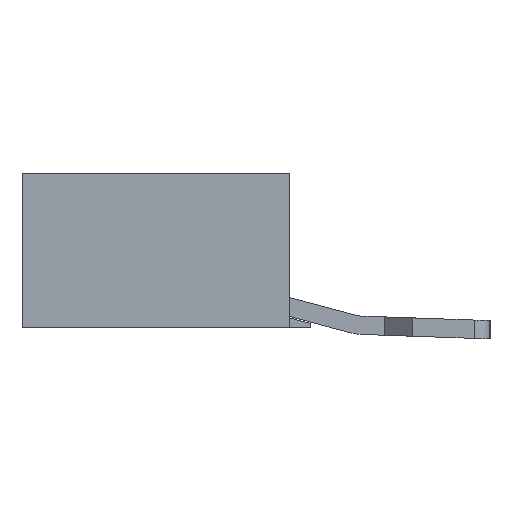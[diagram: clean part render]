
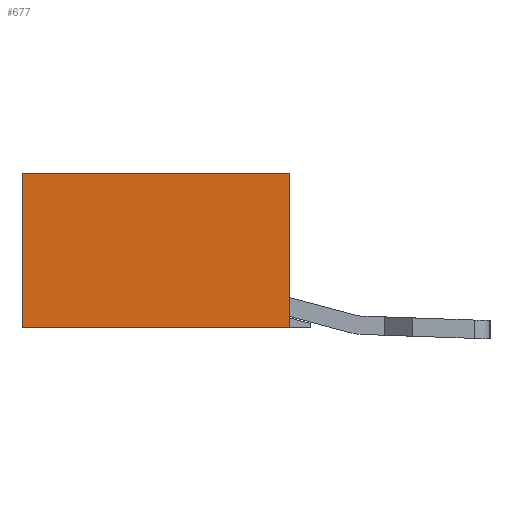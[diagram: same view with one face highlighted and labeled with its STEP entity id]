
A CAD part, left-side view. The second image highlights one B-rep face of the part: STEP entity #677.
In plain terms, the highlighted planar face has unit normal (-1, 0, 0).
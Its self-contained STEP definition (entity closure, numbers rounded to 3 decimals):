
#677 = ADVANCED_FACE( '', ( #1370 ), #1371, .F. );
#1370 = FACE_OUTER_BOUND( '', #2067, .T. );
#1371 = PLANE( '', #2068 );
#2067 = EDGE_LOOP( '', ( #4198, #4199, #4200, #4201 ) );
#2068 = AXIS2_PLACEMENT_3D( '', #4202, #4203, #4204 );
#4198 = ORIENTED_EDGE( '', *, *, #4424, .F. );
#4199 = ORIENTED_EDGE( '', *, *, #5085, .F. );
#4200 = ORIENTED_EDGE( '', *, *, #5090, .F. );
#4201 = ORIENTED_EDGE( '', *, *, #4900, .F. );
#4202 = CARTESIAN_POINT( '', ( -68., -24.214, 2.837 ) );
#4203 = DIRECTION( '', ( 1., 0., 0. ) );
#4204 = DIRECTION( '', ( 0., 0., -1. ) );
#4424 = EDGE_CURVE( '', #5406, #5408, #5409, .T. );
#4900 = EDGE_CURVE( '', #5408, #6154, #6155, .T. );
#5085 = EDGE_CURVE( '', #6385, #5406, #6386, .T. );
#5090 = EDGE_CURVE( '', #6154, #6385, #6391, .T. );
#5406 = VERTEX_POINT( '', #6811 );
#5408 = VERTEX_POINT( '', #6814 );
#5409 = LINE( '', #6815, #6816 );
#6154 = VERTEX_POINT( '', #7875 );
#6155 = LINE( '', #7876, #7877 );
#6385 = VERTEX_POINT( '', #8205 );
#6386 = LINE( '', #8206, #8207 );
#6391 = LINE( '', #8213, #8214 );
#6811 = CARTESIAN_POINT( '', ( -68., -19., 11. ) );
#6814 = CARTESIAN_POINT( '', ( -68., -19., 0. ) );
#6815 = CARTESIAN_POINT( '', ( -68., -19., 0.818 ) );
#6816 = VECTOR( '', #8473, 1000. );
#7875 = CARTESIAN_POINT( '', ( -68., 0., 0. ) );
#7876 = CARTESIAN_POINT( '', ( -68., -19., 0. ) );
#7877 = VECTOR( '', #8983, 1000. );
#8205 = CARTESIAN_POINT( '', ( -68., 0., 11. ) );
#8206 = CARTESIAN_POINT( '', ( -68., 0., 11. ) );
#8207 = VECTOR( '', #9157, 1000. );
#8213 = CARTESIAN_POINT( '', ( -68., 0., 0. ) );
#8214 = VECTOR( '', #9159, 1000. );
#8473 = DIRECTION( '', ( 0., 0., -1. ) );
#8983 = DIRECTION( '', ( 0., 1., 0. ) );
#9157 = DIRECTION( '', ( 0., -1., 0. ) );
#9159 = DIRECTION( '', ( 0., 0., 1. ) );
